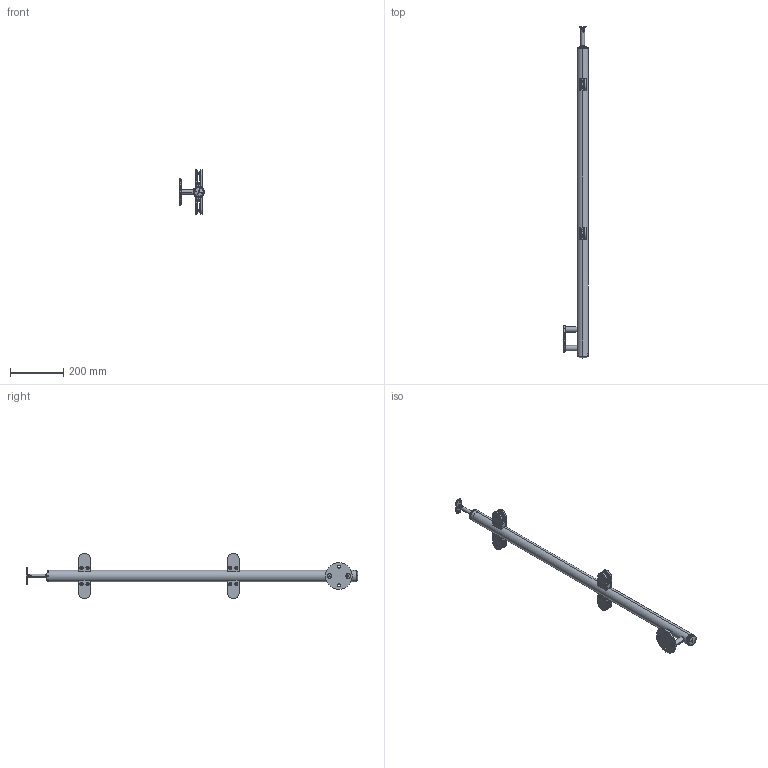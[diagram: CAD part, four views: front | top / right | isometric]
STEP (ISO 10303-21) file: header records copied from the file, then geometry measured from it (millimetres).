
FILE_DESCRIPTION (( 'STEP AP203' ), '1' );
FILE_NAME ('A-BS100-4G.STEP', '2021-10-13T09:01:35', ( '' ), ( '' ), 'SwSTEP 2.0', 'SolidWorks 2019', '' );
FILE_SCHEMA (( 'CONFIG_CONTROL_DESIGN' ));
Length unit declared in the file: millimetre
Products named in the file (22): A-2200-042-tesnenie; A-2200-042 P3; Distanc; M6x10; A-2200-042 P2; A-BS100-4G; Piruba; A_0718_242_UP E1; A-2200-042 P4; A-0718-242_UP1 E1; screw_iso_10642-m6x15-8_8; Platnicka_R; A-2200-042 P1; A-5729-242; A_BS100_4G_M8_TUBE; A19-22-008; A-0718-242_UP2 E1; A6_021_6_A; screw_din_7991-m8x70
Assembly tree (49 placements, depth 3):
  A-BS100-4G
    A6_021_6_A
      Platnicka_R
      screw_din_7991-m8x70  x2
      Distanc  x2
      Piruba
    A-2200-042-tesnenie
      screw_iso_10642-m6x15-8_8  x2
      A-2200-042 P4
      A-2200-042 P3
      A-2200-042 P2
      A-2200-042 P1
      A19-22-008  x2
    A-2200-042-tesnenie
      screw_iso_10642-m6x15-8_8  x2
      A-2200-042 P4
      A-2200-042 P3
      A-2200-042 P2
      A-2200-042 P1
      A19-22-008  x2
    A-2200-042-tesnenie
      screw_iso_10642-m6x15-8_8  x2
      A-2200-042 P4
      A-2200-042 P3
      A-2200-042 P2
      A-2200-042 P1
      A19-22-008  x2
    A-2200-042-tesnenie
      screw_iso_10642-m6x15-8_8  x2
      A-2200-042 P4
      A-2200-042 P3
      A-2200-042 P2
      A-2200-042 P1
      A19-22-008  x2
    A_0718_242_UP E1
      A-0718-242_UP2 E1
      A-0718-242_UP1 E1
      M6x10
    A_BS100_4G_M8_TUBE
    A-5729-242
Bounding box: 92.9 x 1245.58 x 168.4 mm (x, y, z)
Volume: 578576 mm3; surface area: 461847.1 mm2
Topology: 43 solids, 43 shells, 2902 faces, 7252 edges, 4477 vertices
Faces by surface type: cylinder 1136, plane 1051, torus 353, bspline 202, cone 112, sphere 48
Entity records: 40969 total; most frequent: CARTESIAN_POINT 12832, ORIENTED_EDGE 5498, DIRECTION 4976, EDGE_CURVE 2749, AXIS2_PLACEMENT_3D 1936, VERTEX_POINT 1751, EDGE_LOOP 1122, VECTOR 1104
